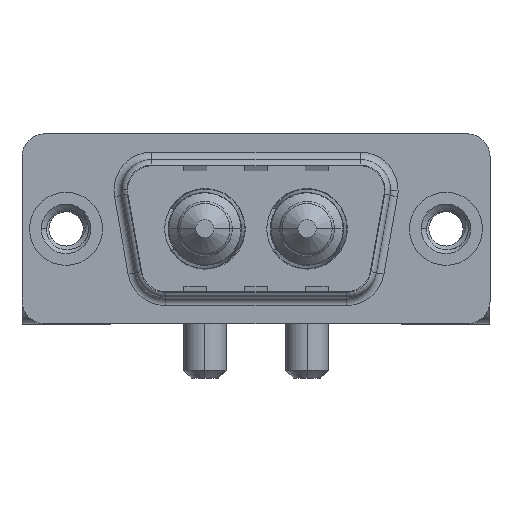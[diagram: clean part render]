
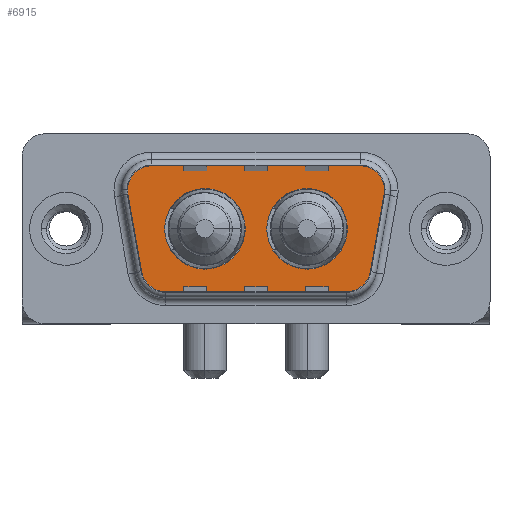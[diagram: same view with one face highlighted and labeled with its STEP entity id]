
A CAD part, top view. The second image highlights one B-rep face of the part: STEP entity #6915.
In plain terms, the highlighted planar face has unit normal (0, 0, 1).
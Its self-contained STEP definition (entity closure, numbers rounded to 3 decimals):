
#122 = EDGE_CURVE ( 'NONE', #1272, #5378, #3594, .T. ) ;
#244 = CARTESIAN_POINT ( 'NONE',  ( 11.79, 0., 0. ) ) ;
#333 = EDGE_CURVE ( 'NONE', #7988, #8497, #10652, .T. ) ;
#487 = EDGE_CURVE ( 'NONE', #2849, #10384, #546, .T. ) ;
#542 = EDGE_CURVE ( 'NONE', #3035, #7518, #2162, .T. ) ;
#546 = LINE ( 'NONE', #4398, #9638 ) ;
#676 = DIRECTION ( 'NONE',  ( -1., 0., 0. ) ) ;
#918 = CARTESIAN_POINT ( 'NONE',  ( 13.21, 0., 0. ) ) ;
#1039 = VERTEX_POINT ( 'NONE', #10406 ) ;
#1272 = VERTEX_POINT ( 'NONE', #9413 ) ;
#1487 = AXIS2_PLACEMENT_3D ( 'NONE', #4930, #8798, #5942 ) ;
#1637 = EDGE_CURVE ( 'NONE', #8497, #3659, #3437, .T. ) ;
#1749 = CARTESIAN_POINT ( 'NONE',  ( 15.86, 0., 0. ) ) ;
#1777 = CARTESIAN_POINT ( 'NONE',  ( 6.459, -4.9, 0. ) ) ;
#2162 = CIRCLE ( 'NONE', #4783, 2.65 ) ;
#2191 = CIRCLE ( 'NONE', #3397, 2. ) ;
#2246 = DIRECTION ( 'NONE',  ( 0., 0., 1. ) ) ;
#2254 = CARTESIAN_POINT ( 'NONE',  ( 18.541, -2.9, 0. ) ) ;
#2354 = CARTESIAN_POINT ( 'NONE',  ( 9.14, 0., 0. ) ) ;
#2496 = ORIENTED_EDGE ( 'NONE', *, *, #9304, .T. ) ;
#2815 = EDGE_LOOP ( 'NONE', ( #11940, #8260 ) ) ;
#2849 = VERTEX_POINT ( 'NONE', #9727 ) ;
#3035 = VERTEX_POINT ( 'NONE', #12373 ) ;
#3059 = CARTESIAN_POINT ( 'NONE',  ( 6.459, -4.9, 0. ) ) ;
#3232 = FACE_OUTER_BOUND ( 'NONE', #11867, .T. ) ;
#3397 = AXIS2_PLACEMENT_3D ( 'NONE', #6326, #6270, #4234 ) ;
#3414 = FACE_BOUND ( 'NONE', #10470, .T. ) ;
#3437 = LINE ( 'NONE', #6285, #5516 ) ;
#3521 = DIRECTION ( 'NONE',  ( 0., 0., 1. ) ) ;
#3529 = CARTESIAN_POINT ( 'NONE',  ( 3.466, 2.553, 0. ) ) ;
#3562 = EDGE_CURVE ( 'NONE', #3659, #1272, #6926, .T. ) ;
#3594 = LINE ( 'NONE', #3529, #8210 ) ;
#3630 = DIRECTION ( 'NONE',  ( 0., 0., 1. ) ) ;
#3659 = VERTEX_POINT ( 'NONE', #4100 ) ;
#4081 = DIRECTION ( 'NONE',  ( 1., 0., 0. ) ) ;
#4095 = EDGE_CURVE ( 'NONE', #8677, #4510, #6331, .T. ) ;
#4100 = CARTESIAN_POINT ( 'NONE',  ( 5.436, 4.9, 0. ) ) ;
#4145 = EDGE_CURVE ( 'NONE', #1039, #2849, #5325, .T. ) ;
#4229 = DIRECTION ( 'NONE',  ( 1., 0., 0. ) ) ;
#4234 = DIRECTION ( 'NONE',  ( -1., 0., 0. ) ) ;
#4348 = EDGE_CURVE ( 'NONE', #10384, #7988, #6615, .T. ) ;
#4398 = CARTESIAN_POINT ( 'NONE',  ( 21.534, 2.553, 0. ) ) ;
#4510 = VERTEX_POINT ( 'NONE', #7621 ) ;
#4532 = ORIENTED_EDGE ( 'NONE', *, *, #333, .T. ) ;
#4685 = CIRCLE ( 'NONE', #7943, 2.65 ) ;
#4783 = AXIS2_PLACEMENT_3D ( 'NONE', #1749, #6553, #8455 ) ;
#4930 = CARTESIAN_POINT ( 'NONE',  ( 9.14, 0., 0. ) ) ;
#5036 = ORIENTED_EDGE ( 'NONE', *, *, #3562, .T. ) ;
#5088 = ORIENTED_EDGE ( 'NONE', *, *, #4095, .F. ) ;
#5310 = PLANE ( 'NONE',  #11598 ) ;
#5325 = CIRCLE ( 'NONE', #6951, 2. ) ;
#5378 = VERTEX_POINT ( 'NONE', #6300 ) ;
#5516 = VECTOR ( 'NONE', #10333, 1000. ) ;
#5815 = DIRECTION ( 'NONE',  ( 0., 0., 1. ) ) ;
#5941 = CARTESIAN_POINT ( 'NONE',  ( 15.86, 0., 0. ) ) ;
#5942 = DIRECTION ( 'NONE',  ( 1., 0., 0. ) ) ;
#6042 = ORIENTED_EDGE ( 'NONE', *, *, #10395, .F. ) ;
#6134 = CARTESIAN_POINT ( 'NONE',  ( 18.541, -2.9, 0. ) ) ;
#6270 = DIRECTION ( 'NONE',  ( 0., 0., 1. ) ) ;
#6285 = CARTESIAN_POINT ( 'NONE',  ( 5.436, 4.9, 0. ) ) ;
#6300 = CARTESIAN_POINT ( 'NONE',  ( 4.489, -3.247, 0. ) ) ;
#6326 = CARTESIAN_POINT ( 'NONE',  ( 6.459, -2.9, 0. ) ) ;
#6331 = CIRCLE ( 'NONE', #1487, 2.65 ) ;
#6553 = DIRECTION ( 'NONE',  ( 0., 0., 1. ) ) ;
#6615 = CIRCLE ( 'NONE', #7425, 2. ) ;
#6691 = DIRECTION ( 'NONE',  ( 0.174, -0.985, 0. ) ) ;
#6915 = ADVANCED_FACE ( 'NONE', ( #8987, #3414, #3232 ), #5310, .T. ) ;
#6919 = ORIENTED_EDGE ( 'NONE', *, *, #4348, .T. ) ;
#6926 = CIRCLE ( 'NONE', #7336, 2. ) ;
#6951 = AXIS2_PLACEMENT_3D ( 'NONE', #2254, #10056, #11188 ) ;
#7336 = AXIS2_PLACEMENT_3D ( 'NONE', #11302, #3630, #10660 ) ;
#7425 = AXIS2_PLACEMENT_3D ( 'NONE', #7459, #3521, #676 ) ;
#7459 = CARTESIAN_POINT ( 'NONE',  ( 19.564, 2.9, 0. ) ) ;
#7518 = VERTEX_POINT ( 'NONE', #918 ) ;
#7621 = CARTESIAN_POINT ( 'NONE',  ( 6.49, 0., 0. ) ) ;
#7943 = AXIS2_PLACEMENT_3D ( 'NONE', #5941, #5815, #4081 ) ;
#7988 = VERTEX_POINT ( 'NONE', #9628 ) ;
#8104 = CARTESIAN_POINT ( 'NONE',  ( 21.534, 2.553, 0. ) ) ;
#8210 = VECTOR ( 'NONE', #6691, 1000. ) ;
#8238 = DIRECTION ( 'NONE',  ( 1., 0., 0. ) ) ;
#8260 = ORIENTED_EDGE ( 'NONE', *, *, #11621, .F. ) ;
#8265 = DIRECTION ( 'NONE',  ( 0.174, 0.985, 0. ) ) ;
#8274 = ORIENTED_EDGE ( 'NONE', *, *, #4145, .T. ) ;
#8290 = DIRECTION ( 'NONE',  ( 0., 0., 1. ) ) ;
#8453 = VERTEX_POINT ( 'NONE', #1777 ) ;
#8455 = DIRECTION ( 'NONE',  ( 1., 0., 0. ) ) ;
#8497 = VERTEX_POINT ( 'NONE', #10509 ) ;
#8677 = VERTEX_POINT ( 'NONE', #244 ) ;
#8798 = DIRECTION ( 'NONE',  ( 0., 0., 1. ) ) ;
#8937 = LINE ( 'NONE', #3059, #10464 ) ;
#8987 = FACE_BOUND ( 'NONE', #2815, .T. ) ;
#9029 = CARTESIAN_POINT ( 'NONE',  ( 19.564, 2.9, 0. ) ) ;
#9054 = DIRECTION ( 'NONE',  ( 0., 0., 1. ) ) ;
#9304 = EDGE_CURVE ( 'NONE', #8453, #1039, #8937, .T. ) ;
#9413 = CARTESIAN_POINT ( 'NONE',  ( 3.466, 2.553, 0. ) ) ;
#9481 = ORIENTED_EDGE ( 'NONE', *, *, #10450, .T. ) ;
#9628 = CARTESIAN_POINT ( 'NONE',  ( 21.564, 2.9, 0. ) ) ;
#9638 = VECTOR ( 'NONE', #8265, 1000. ) ;
#9661 = CIRCLE ( 'NONE', #10483, 2.65 ) ;
#9727 = CARTESIAN_POINT ( 'NONE',  ( 20.511, -3.247, 0. ) ) ;
#9909 = DIRECTION ( 'NONE',  ( -1., 0., 0. ) ) ;
#10056 = DIRECTION ( 'NONE',  ( 0., 0., 1. ) ) ;
#10333 = DIRECTION ( 'NONE',  ( -1., 0., 0. ) ) ;
#10384 = VERTEX_POINT ( 'NONE', #8104 ) ;
#10395 = EDGE_CURVE ( 'NONE', #4510, #8677, #9661, .T. ) ;
#10406 = CARTESIAN_POINT ( 'NONE',  ( 18.541, -4.9, 0. ) ) ;
#10450 = EDGE_CURVE ( 'NONE', #5378, #8453, #2191, .T. ) ;
#10464 = VECTOR ( 'NONE', #10678, 1000. ) ;
#10470 = EDGE_LOOP ( 'NONE', ( #5088, #6042 ) ) ;
#10483 = AXIS2_PLACEMENT_3D ( 'NONE', #2354, #8290, #8238 ) ;
#10509 = CARTESIAN_POINT ( 'NONE',  ( 19.564, 4.9, 0. ) ) ;
#10652 = CIRCLE ( 'NONE', #12244, 2. ) ;
#10660 = DIRECTION ( 'NONE',  ( 1., 0., 0. ) ) ;
#10678 = DIRECTION ( 'NONE',  ( 1., 0., 0. ) ) ;
#11134 = ORIENTED_EDGE ( 'NONE', *, *, #487, .T. ) ;
#11188 = DIRECTION ( 'NONE',  ( 1., 0., 0. ) ) ;
#11302 = CARTESIAN_POINT ( 'NONE',  ( 5.436, 2.9, 0. ) ) ;
#11598 = AXIS2_PLACEMENT_3D ( 'NONE', #6134, #9054, #4229 ) ;
#11621 = EDGE_CURVE ( 'NONE', #7518, #3035, #4685, .T. ) ;
#11867 = EDGE_LOOP ( 'NONE', ( #8274, #11134, #6919, #4532, #12058, #5036, #12038, #9481, #2496 ) ) ;
#11940 = ORIENTED_EDGE ( 'NONE', *, *, #542, .F. ) ;
#12038 = ORIENTED_EDGE ( 'NONE', *, *, #122, .T. ) ;
#12058 = ORIENTED_EDGE ( 'NONE', *, *, #1637, .T. ) ;
#12244 = AXIS2_PLACEMENT_3D ( 'NONE', #9029, #2246, #9909 ) ;
#12373 = CARTESIAN_POINT ( 'NONE',  ( 18.51, 0., 0. ) ) ;
